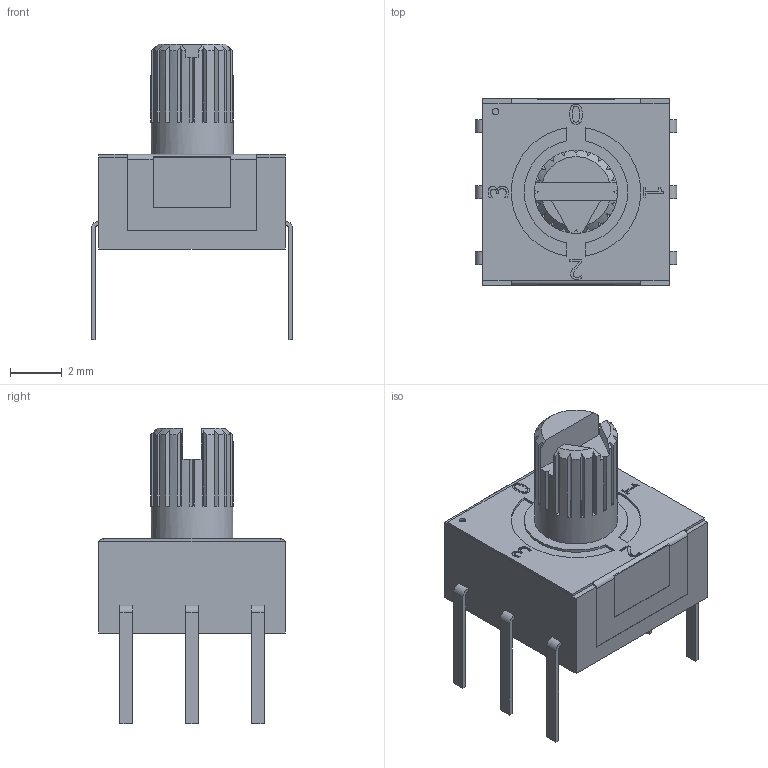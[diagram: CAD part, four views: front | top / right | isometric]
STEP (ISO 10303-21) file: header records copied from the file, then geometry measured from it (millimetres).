
FILE_DESCRIPTION(/* description */ (''),/* implementation_level */ '2;1');
FILE_NAME(/* name */ 'CTS_220ADC04.stp',/* time_stamp */ '2018-08-19T00:49:00+02:00',/* author */ ('Merlins MacBook'),/* organization */ (''),/* preprocessor_version */ 'ST-DEVELOPER v17.2',/* originating_system */ 'Autodesk Inventor 2019',/* authorisation */ '');
FILE_SCHEMA (('AUTOMOTIVE_DESIGN { 1 0 10303 214 3 1 1 }'));
Length unit declared in the file: millimetre
Products named in the file (1): CTS_220ADC04
Bounding box: 7.77 x 7.2 x 11.4 mm (x, y, z)
Volume: 220.3 mm3; surface area: 435.5 mm2
Topology: 9 solids, 9 shells, 256 faces, 703 edges, 466 vertices
Faces by surface type: plane 187, bspline 43, cylinder 23, cone 3
Full cylindrical faces by diameter (mm): 0.25 x1, 3.2 x2
Entity records: 8348 total; most frequent: CARTESIAN_POINT 2065, ORIENTED_EDGE 1406, DIRECTION 1108, EDGE_CURVE 703, LINE 474, VECTOR 474, VERTEX_POINT 466, AXIS2_PLACEMENT_3D 317
